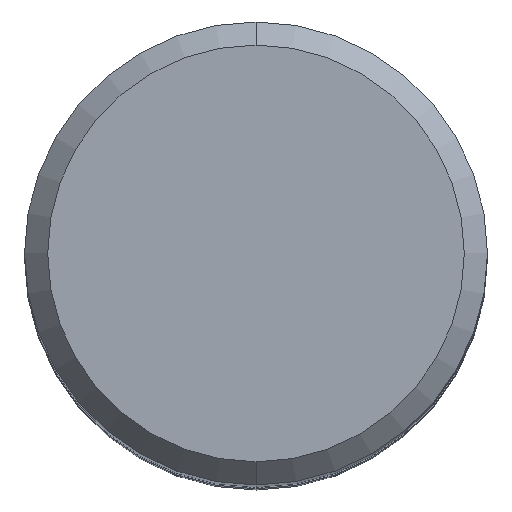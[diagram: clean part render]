
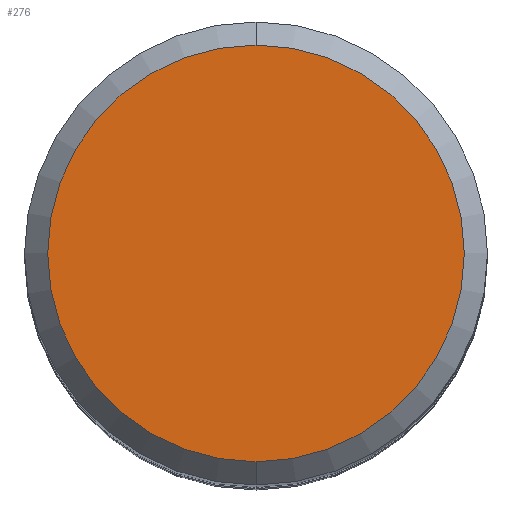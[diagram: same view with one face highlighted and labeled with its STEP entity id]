
A CAD part, top view. The second image highlights one B-rep face of the part: STEP entity #276.
In plain terms, the highlighted planar face has unit normal (0, 0, 1).
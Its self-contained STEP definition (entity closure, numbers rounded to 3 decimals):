
#276=ADVANCED_FACE('',(#640),#641,.T.);
#380=VERTEX_POINT('',#754);
#382=EDGE_CURVE('',#416,#380,#756,.T.);
#416=VERTEX_POINT('',#794);
#520=EDGE_CURVE('',#380,#416,#906,.T.);
#640=FACE_OUTER_BOUND('',#1110,.T.);
#641=PLANE('',#1111);
#754=CARTESIAN_POINT('',(0.0,7.2,0.0));
#756=CIRCLE('',#1336,7.2);
#794=CARTESIAN_POINT('',(0.,-7.2,0.0));
#906=CIRCLE('',#1673,7.2);
#1110=EDGE_LOOP('',(#1832,#1833));
#1111=AXIS2_PLACEMENT_3D('',#1834,#1835,#1836);
#1336=AXIS2_PLACEMENT_3D('',#1951,#1952,#1953);
#1673=AXIS2_PLACEMENT_3D('',#2084,#2085,#2086);
#1832=ORIENTED_EDGE('',*,*,#520,.F.);
#1833=ORIENTED_EDGE('',*,*,#382,.F.);
#1834=CARTESIAN_POINT('',(0.0,3.6,0.0));
#1835=DIRECTION('',(-0.0,0.0,1.0));
#1836=DIRECTION('',(0.0,-1.0,0.0));
#1951=CARTESIAN_POINT('',(0.0,0.0,0.0));
#1952=DIRECTION('',(0.0,0.0,-1.0));
#1953=DIRECTION('',(0.0,1.0,0.0));
#2084=CARTESIAN_POINT('',(0.0,0.0,0.0));
#2085=DIRECTION('',(0.0,0.0,-1.0));
#2086=DIRECTION('',(0.0,1.0,0.0));
